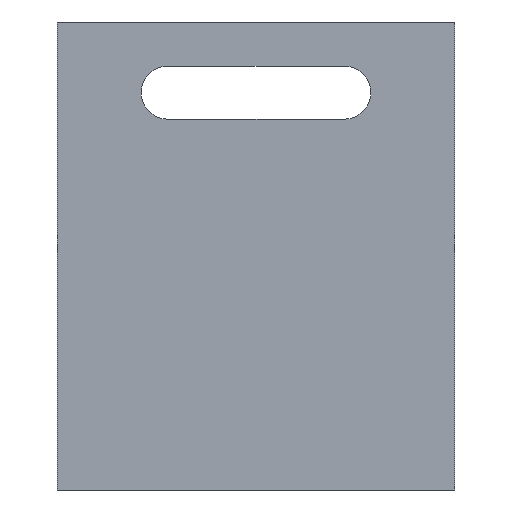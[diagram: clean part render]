
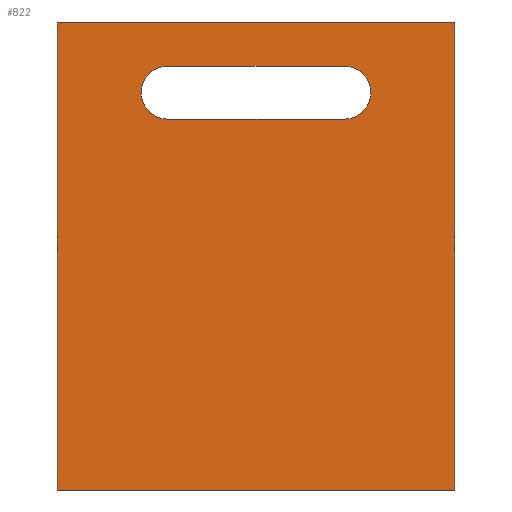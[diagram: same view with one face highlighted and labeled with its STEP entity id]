
A CAD part, front view. The second image highlights one B-rep face of the part: STEP entity #822.
In plain terms, the highlighted planar face has unit normal (0, -1, 0).
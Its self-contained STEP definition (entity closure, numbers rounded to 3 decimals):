
#3 = CIRCLE ( 'NONE', #771, 3. ) ;
#8 = ORIENTED_EDGE ( 'NONE', *, *, #248, .F. ) ;
#22 = CARTESIAN_POINT ( 'NONE',  ( -22.5, -25., 3. ) ) ;
#34 = EDGE_CURVE ( 'NONE', #1144, #1037, #1116, .T. ) ;
#42 = CARTESIAN_POINT ( 'NONE',  ( 10., -25., -8. ) ) ;
#59 = EDGE_CURVE ( 'NONE', #532, #1144, #215, .T. ) ;
#68 = DIRECTION ( 'NONE',  ( 0., -1., 0. ) ) ;
#82 = ORIENTED_EDGE ( 'NONE', *, *, #149, .F. ) ;
#85 = ORIENTED_EDGE ( 'NONE', *, *, #914, .F. ) ;
#96 = ORIENTED_EDGE ( 'NONE', *, *, #501, .F. ) ;
#133 = CARTESIAN_POINT ( 'NONE',  ( 80.81, -25., -50. ) ) ;
#134 = LINE ( 'NONE', #677, #310 ) ;
#149 = EDGE_CURVE ( 'NONE', #1037, #715, #134, .T. ) ;
#155 = VECTOR ( 'NONE', #322, 1000. ) ;
#174 = DIRECTION ( 'NONE',  ( 1., 0., 0. ) ) ;
#215 = CIRCLE ( 'NONE', #841, 3. ) ;
#218 = DIRECTION ( 'NONE',  ( 0., 0., -1. ) ) ;
#229 = CARTESIAN_POINT ( 'NONE',  ( -10., -25., -8. ) ) ;
#248 = EDGE_CURVE ( 'NONE', #715, #915, #3, .T. ) ;
#269 = EDGE_CURVE ( 'NONE', #915, #532, #988, .T. ) ;
#278 = DIRECTION ( 'NONE',  ( 0., -1., 0. ) ) ;
#310 = VECTOR ( 'NONE', #688, 1000. ) ;
#322 = DIRECTION ( 'NONE',  ( -1., 0., 0. ) ) ;
#351 = EDGE_LOOP ( 'NONE', ( #964, #974, #85, #96 ) ) ;
#361 = DIRECTION ( 'NONE',  ( -1., 0., 0. ) ) ;
#390 = LINE ( 'NONE', #759, #1042 ) ;
#397 = CARTESIAN_POINT ( 'NONE',  ( -22.5, -25., 3. ) ) ;
#404 = CARTESIAN_POINT ( 'NONE',  ( -22.5, -25., -50. ) ) ;
#423 = DIRECTION ( 'NONE',  ( 1., 0., 0. ) ) ;
#433 = CARTESIAN_POINT ( 'NONE',  ( -10., -25., -8. ) ) ;
#467 = CARTESIAN_POINT ( 'NONE',  ( -10., -25., -2. ) ) ;
#486 = CARTESIAN_POINT ( 'NONE',  ( -22.5, -25., 3. ) ) ;
#487 = EDGE_CURVE ( 'NONE', #1043, #986, #1050, .T. ) ;
#490 = CARTESIAN_POINT ( 'NONE',  ( 22.5, -25., 3. ) ) ;
#491 = ORIENTED_EDGE ( 'NONE', *, *, #34, .F. ) ;
#492 = CARTESIAN_POINT ( 'NONE',  ( 22.5, -25., 3. ) ) ;
#501 = EDGE_CURVE ( 'NONE', #941, #592, #1044, .T. ) ;
#521 = AXIS2_PLACEMENT_3D ( 'NONE', #22, #1098, #361 ) ;
#532 = VERTEX_POINT ( 'NONE', #42 ) ;
#534 = DIRECTION ( 'NONE',  ( 1., 0., 0. ) ) ;
#556 = FACE_BOUND ( 'NONE', #756, .T. ) ;
#568 = ORIENTED_EDGE ( 'NONE', *, *, #269, .F. ) ;
#571 = EDGE_CURVE ( 'NONE', #941, #986, #390, .T. ) ;
#592 = VERTEX_POINT ( 'NONE', #492 ) ;
#637 = DIRECTION ( 'NONE',  ( 1., 0., 0. ) ) ;
#661 = VECTOR ( 'NONE', #844, 1000. ) ;
#677 = CARTESIAN_POINT ( 'NONE',  ( -10., -25., -2. ) ) ;
#688 = DIRECTION ( 'NONE',  ( -1., 0., 0. ) ) ;
#715 = VERTEX_POINT ( 'NONE', #467 ) ;
#721 = FACE_OUTER_BOUND ( 'NONE', #351, .T. ) ;
#756 = EDGE_LOOP ( 'NONE', ( #568, #8, #82, #491, #828 ) ) ;
#759 = CARTESIAN_POINT ( 'NONE',  ( -22.5, -25., 3. ) ) ;
#771 = AXIS2_PLACEMENT_3D ( 'NONE', #984, #1079, #174 ) ;
#789 = CARTESIAN_POINT ( 'NONE',  ( 22.5, -25., -50. ) ) ;
#812 = VECTOR ( 'NONE', #534, 1000. ) ;
#822 = ADVANCED_FACE ( 'NONE', ( #556, #721 ), #921, .F. ) ;
#828 = ORIENTED_EDGE ( 'NONE', *, *, #59, .F. ) ;
#841 = AXIS2_PLACEMENT_3D ( 'NONE', #882, #68, #423 ) ;
#844 = DIRECTION ( 'NONE',  ( 1., 0., 0. ) ) ;
#877 = CARTESIAN_POINT ( 'NONE',  ( 10., -25., -2. ) ) ;
#882 = CARTESIAN_POINT ( 'NONE',  ( 10., -25., -5. ) ) ;
#907 = VECTOR ( 'NONE', #948, 1000. ) ;
#914 = EDGE_CURVE ( 'NONE', #592, #1043, #1109, .T. ) ;
#915 = VERTEX_POINT ( 'NONE', #229 ) ;
#921 = PLANE ( 'NONE',  #521 ) ;
#941 = VERTEX_POINT ( 'NONE', #397 ) ;
#948 = DIRECTION ( 'NONE',  ( 0., 0., -1. ) ) ;
#964 = ORIENTED_EDGE ( 'NONE', *, *, #571, .T. ) ;
#974 = ORIENTED_EDGE ( 'NONE', *, *, #487, .F. ) ;
#984 = CARTESIAN_POINT ( 'NONE',  ( -10., -25., -5. ) ) ;
#986 = VERTEX_POINT ( 'NONE', #404 ) ;
#988 = LINE ( 'NONE', #433, #812 ) ;
#1007 = CARTESIAN_POINT ( 'NONE',  ( 13., -25., -5. ) ) ;
#1037 = VERTEX_POINT ( 'NONE', #877 ) ;
#1042 = VECTOR ( 'NONE', #218, 1000. ) ;
#1043 = VERTEX_POINT ( 'NONE', #789 ) ;
#1044 = LINE ( 'NONE', #486, #661 ) ;
#1050 = LINE ( 'NONE', #133, #155 ) ;
#1066 = CARTESIAN_POINT ( 'NONE',  ( 10., -25., -5. ) ) ;
#1079 = DIRECTION ( 'NONE',  ( 0., -1., 0. ) ) ;
#1098 = DIRECTION ( 'NONE',  ( 0., 1., 0. ) ) ;
#1109 = LINE ( 'NONE', #490, #907 ) ;
#1116 = CIRCLE ( 'NONE', #1137, 3. ) ;
#1137 = AXIS2_PLACEMENT_3D ( 'NONE', #1066, #278, #637 ) ;
#1144 = VERTEX_POINT ( 'NONE', #1007 ) ;
